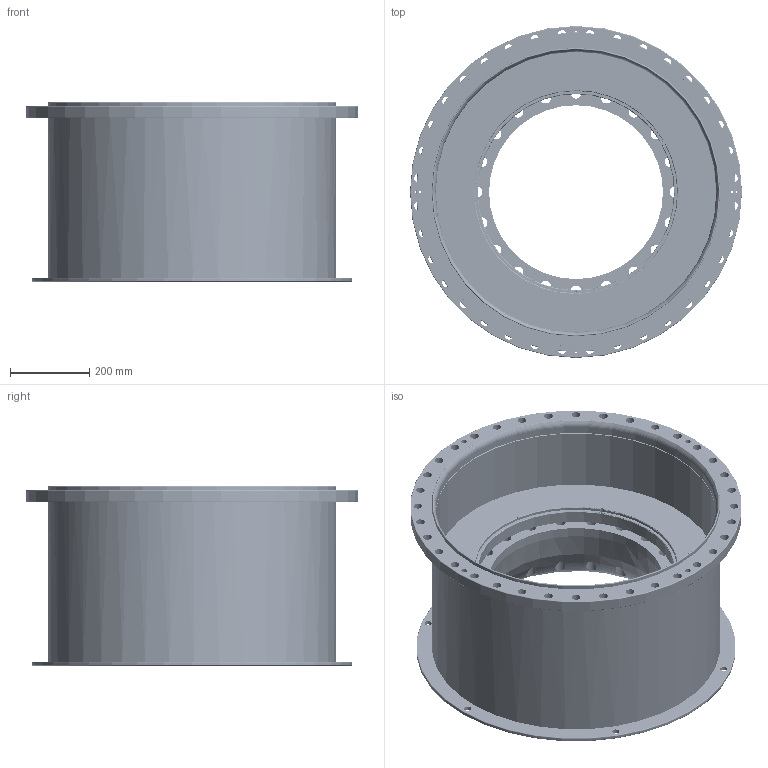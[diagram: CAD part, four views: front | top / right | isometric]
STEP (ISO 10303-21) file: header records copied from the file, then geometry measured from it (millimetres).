
FILE_DESCRIPTION((''),'2;1');
FILE_NAME('596337','2021-05-24T14:14:09',('mkho'),(''),'CREO PARAMETRIC BY PTC INC, 2018500','CREO PARAMETRIC BY PTC INC, 2018500','');
FILE_SCHEMA(('CONFIG_CONTROL_DESIGN'));
Length unit declared in the file: millimetre
Products named in the file (7): 596336; 596339_MACH; 596340; 596346; WASHER_12; NUT_12; 596337
Assembly tree (12 placements, depth 2):
  596337
    596336
    596339_MACH
    596340
    596346  x3
    WASHER_12  x3
    NUT_12  x3
Bounding box: 840 x 840 x 454 mm (x, y, z)
Volume: 61078777.3 mm3; surface area: 4560290.3 mm2
Topology: 12 solids, 25 shells, 719 faces, 2592 edges, 1902 vertices
Faces by surface type: bspline 333, cylinder 234, plane 72, cone 58, torus 20, revolution 2
Entity records: 134554 total; most frequent: CARTESIAN_POINT 122656, ORIENTED_EDGE 2708, DIRECTION 2018, EDGE_CURVE 1376, VERTEX_POINT 972, AXIS2_PLACEMENT_3D 833, EDGE_LOOP 602, B_SPLINE_CURVE_WITH_KNOTS 538
